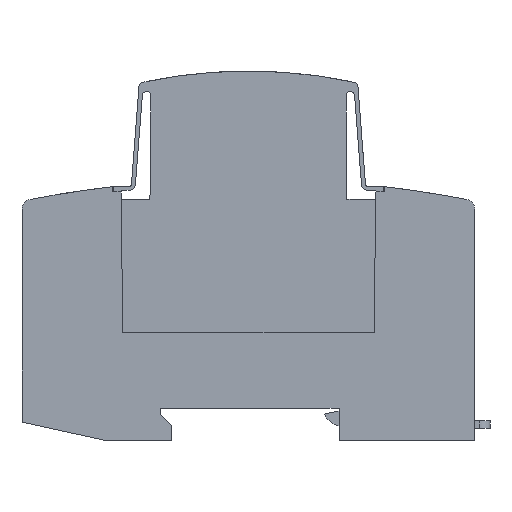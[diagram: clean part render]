
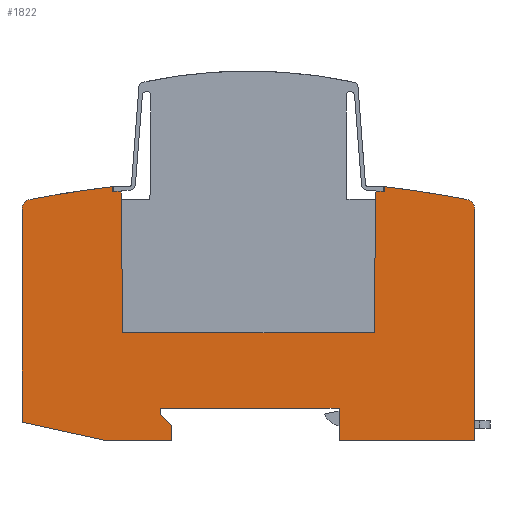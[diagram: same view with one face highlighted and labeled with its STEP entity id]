
A CAD part, left-side view. The second image highlights one B-rep face of the part: STEP entity #1822.
In plain terms, the highlighted planar face has unit normal (-1, 0, 0).
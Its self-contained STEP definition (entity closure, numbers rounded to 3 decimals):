
#1822=ADVANCED_FACE('',(#3683),#3684,.F.);
#3683=FACE_OUTER_BOUND('',#5535,.T.);
#3684=PLANE('',#5536);
#5535=EDGE_LOOP('',(#11248,#11249,#11250,#11251,#11252,#11253,#11254,#11255,#11256,#11257,#11258,#11259,#11260,#11261,#11262,#11263,#11264,#11265,#11266,#11267,#11268,#11269,#11270,#11271,#11272));
#5536=AXIS2_PLACEMENT_3D('',#11273,#11274,#11275);
#11248=ORIENTED_EDGE('',*,*,#12882,.F.);
#11249=ORIENTED_EDGE('',*,*,#13461,.T.);
#11250=ORIENTED_EDGE('',*,*,#12872,.F.);
#11251=ORIENTED_EDGE('',*,*,#13465,.T.);
#11252=ORIENTED_EDGE('',*,*,#13469,.T.);
#11253=ORIENTED_EDGE('',*,*,#13473,.F.);
#11254=ORIENTED_EDGE('',*,*,#13477,.F.);
#11255=ORIENTED_EDGE('',*,*,#13481,.F.);
#11256=ORIENTED_EDGE('',*,*,#13485,.F.);
#11257=ORIENTED_EDGE('',*,*,#13489,.F.);
#11258=ORIENTED_EDGE('',*,*,#13493,.F.);
#11259=ORIENTED_EDGE('',*,*,#13497,.F.);
#11260=ORIENTED_EDGE('',*,*,#13501,.F.);
#11261=ORIENTED_EDGE('',*,*,#13504,.F.);
#11262=ORIENTED_EDGE('',*,*,#11836,.F.);
#11263=ORIENTED_EDGE('',*,*,#13508,.F.);
#11264=ORIENTED_EDGE('',*,*,#13512,.F.);
#11265=ORIENTED_EDGE('',*,*,#13516,.F.);
#11266=ORIENTED_EDGE('',*,*,#13520,.F.);
#11267=ORIENTED_EDGE('',*,*,#13524,.T.);
#11268=ORIENTED_EDGE('',*,*,#13528,.T.);
#11269=ORIENTED_EDGE('',*,*,#13532,.F.);
#11270=ORIENTED_EDGE('',*,*,#13536,.F.);
#11271=ORIENTED_EDGE('',*,*,#13539,.F.);
#11272=ORIENTED_EDGE('',*,*,#13542,.T.);
#11273=CARTESIAN_POINT('',(-18.0,44.676,22.202));
#11274=DIRECTION('',(1.0,0.0,0.));
#11275=DIRECTION('',(0.,0.0,-1.0));
#11836=EDGE_CURVE('',#14514,#14516,#14517,.T.);
#12872=EDGE_CURVE('',#15984,#15986,#15987,.T.);
#12882=EDGE_CURVE('',#16002,#16004,#16005,.T.);
#13461=EDGE_CURVE('',#16002,#15986,#16803,.T.);
#13465=EDGE_CURVE('',#15984,#16807,#16809,.T.);
#13469=EDGE_CURVE('',#16807,#16813,#16815,.T.);
#13473=EDGE_CURVE('',#16819,#16813,#16821,.T.);
#13477=EDGE_CURVE('',#16825,#16819,#16827,.T.);
#13481=EDGE_CURVE('',#16831,#16825,#16833,.T.);
#13485=EDGE_CURVE('',#16837,#16831,#16839,.T.);
#13489=EDGE_CURVE('',#16843,#16837,#16845,.T.);
#13493=EDGE_CURVE('',#16849,#16843,#16851,.T.);
#13497=EDGE_CURVE('',#16855,#16849,#16857,.T.);
#13501=EDGE_CURVE('',#16861,#16855,#16863,.T.);
#13504=EDGE_CURVE('',#14516,#16861,#16866,.T.);
#13508=EDGE_CURVE('',#16870,#14514,#16872,.T.);
#13512=EDGE_CURVE('',#16876,#16870,#16878,.T.);
#13516=EDGE_CURVE('',#16882,#16876,#16884,.T.);
#13520=EDGE_CURVE('',#16888,#16882,#16890,.T.);
#13524=EDGE_CURVE('',#16888,#16894,#16896,.T.);
#13528=EDGE_CURVE('',#16894,#16900,#16902,.T.);
#13532=EDGE_CURVE('',#16906,#16900,#16908,.T.);
#13536=EDGE_CURVE('',#16912,#16906,#16914,.T.);
#13539=EDGE_CURVE('',#16916,#16912,#16918,.T.);
#13542=EDGE_CURVE('',#16916,#16004,#16921,.T.);
#14514=VERTEX_POINT('',#19002);
#14516=VERTEX_POINT('',#19005);
#14517=LINE('',#19006,#19007);
#15984=VERTEX_POINT('',#21404);
#15986=VERTEX_POINT('',#21407);
#15987=LINE('',#21408,#21409);
#16002=VERTEX_POINT('',#21431);
#16004=VERTEX_POINT('',#21434);
#16005=LINE('',#21435,#21436);
#16803=LINE('',#22756,#22757);
#16807=VERTEX_POINT('',#22762);
#16809=LINE('',#22765,#22766);
#16813=VERTEX_POINT('',#22771);
#16815=LINE('',#22774,#22775);
#16819=VERTEX_POINT('',#22779);
#16821=CIRCLE('',#22782,230.);
#16825=VERTEX_POINT('',#22786);
#16827=CIRCLE('',#22789,2.);
#16831=VERTEX_POINT('',#22794);
#16833=LINE('',#22797,#22798);
#16837=VERTEX_POINT('',#22803);
#16839=LINE('',#22806,#22807);
#16843=VERTEX_POINT('',#22812);
#16845=LINE('',#22815,#22816);
#16849=VERTEX_POINT('',#22821);
#16851=LINE('',#22824,#22825);
#16855=VERTEX_POINT('',#22830);
#16857=LINE('',#22833,#22834);
#16861=VERTEX_POINT('',#22839);
#16863=LINE('',#22842,#22843);
#16866=LINE('',#22847,#22848);
#16870=VERTEX_POINT('',#22853);
#16872=LINE('',#22856,#22857);
#16876=VERTEX_POINT('',#22862);
#16878=LINE('',#22865,#22866);
#16882=VERTEX_POINT('',#22870);
#16884=CIRCLE('',#22873,2.);
#16888=VERTEX_POINT('',#22877);
#16890=CIRCLE('',#22880,230.);
#16894=VERTEX_POINT('',#22885);
#16896=LINE('',#22888,#22889);
#16900=VERTEX_POINT('',#22894);
#16902=LINE('',#22897,#22898);
#16906=VERTEX_POINT('',#22903);
#16908=LINE('',#22906,#22907);
#16912=VERTEX_POINT('',#22912);
#16914=LINE('',#22915,#22916);
#16916=VERTEX_POINT('',#22918);
#16918=LINE('',#22921,#22922);
#16921=LINE('',#22926,#22927);
#19002=CARTESIAN_POINT('',(-18.0,27.0,0.));
#19005=CARTESIAN_POINT('',(-18.0,27.0,6.5));
#19006=CARTESIAN_POINT('',(-18.0,27.0,0.));
#19007=VECTOR('',#23724,1.0);
#21404=CARTESIAN_POINT('',(-18.0,72.0,49.5));
#21407=CARTESIAN_POINT('',(-18.0,70.26,49.676));
#21408=CARTESIAN_POINT('',(-18.0,72.0,49.5));
#21409=VECTOR('',#24727,1.0);
#21431=CARTESIAN_POINT('',(-18.0,70.26,49.26));
#21434=CARTESIAN_POINT('',(-18.0,70.018,21.5));
#21435=CARTESIAN_POINT('',(-18.0,70.26,49.26));
#21436=VECTOR('',#24736,1.0);
#22756=CARTESIAN_POINT('',(-18.0,70.26,49.26));
#22757=VECTOR('',#25310,1.0);
#22762=CARTESIAN_POINT('',(-18.0,72.0,50.5));
#22765=CARTESIAN_POINT('',(-18.0,72.0,49.5));
#22766=VECTOR('',#25313,1.0);
#22771=CARTESIAN_POINT('',(-18.0,72.25,50.5));
#22774=CARTESIAN_POINT('',(-18.0,72.0,50.5));
#22775=VECTOR('',#25316,1.0);
#22779=CARTESIAN_POINT('',(-18.0,88.377,47.993));
#22782=AXIS2_PLACEMENT_3D('',#25321,#25322,#25323);
#22786=CARTESIAN_POINT('',(-18.0,90.0,46.028));
#22789=AXIS2_PLACEMENT_3D('',#25328,#25329,#25330);
#22794=CARTESIAN_POINT('',(-18.0,90.0,3.719));
#22797=CARTESIAN_POINT('',(-18.0,90.0,3.719));
#22798=VECTOR('',#25333,1.0);
#22803=CARTESIAN_POINT('',(-18.0,73.0,0.));
#22806=CARTESIAN_POINT('',(-18.0,73.0,0.));
#22807=VECTOR('',#25336,1.0);
#22812=CARTESIAN_POINT('',(-18.0,60.2,0.));
#22815=CARTESIAN_POINT('',(-18.0,60.2,0.));
#22816=VECTOR('',#25339,1.0);
#22821=CARTESIAN_POINT('',(-18.0,60.2,3.));
#22824=CARTESIAN_POINT('',(-18.0,60.2,3.));
#22825=VECTOR('',#25342,1.0);
#22830=CARTESIAN_POINT('',(-18.0,62.5,5.3));
#22833=CARTESIAN_POINT('',(-18.0,62.5,5.3));
#22834=VECTOR('',#25345,1.0);
#22839=CARTESIAN_POINT('',(-18.0,62.5,6.5));
#22842=CARTESIAN_POINT('',(-18.0,62.5,6.5));
#22843=VECTOR('',#25348,1.0);
#22847=CARTESIAN_POINT('',(-18.0,27.0,6.5));
#22848=VECTOR('',#25350,1.0);
#22853=CARTESIAN_POINT('',(-18.0,0.0,0.));
#22856=CARTESIAN_POINT('',(-18.0,0.0,0.));
#22857=VECTOR('',#25353,1.0);
#22862=CARTESIAN_POINT('',(-18.0,0.0,46.028));
#22865=CARTESIAN_POINT('',(-18.0,0.0,46.028));
#22866=VECTOR('',#25356,1.0);
#22870=CARTESIAN_POINT('',(-18.0,1.623,47.993));
#22873=AXIS2_PLACEMENT_3D('',#25361,#25362,#25363);
#22877=CARTESIAN_POINT('',(-18.0,17.75,50.5));
#22880=AXIS2_PLACEMENT_3D('',#25368,#25369,#25370);
#22885=CARTESIAN_POINT('',(-18.0,18.0,50.5));
#22888=CARTESIAN_POINT('',(-18.0,17.75,50.5));
#22889=VECTOR('',#25373,1.0);
#22894=CARTESIAN_POINT('',(-18.0,18.0,49.5));
#22897=CARTESIAN_POINT('',(-18.0,18.0,50.5));
#22898=VECTOR('',#25376,1.0);
#22903=CARTESIAN_POINT('',(-18.0,19.74,49.67));
#22906=CARTESIAN_POINT('',(-18.0,19.74,49.67));
#22907=VECTOR('',#25379,1.0);
#22912=CARTESIAN_POINT('',(-18.0,19.74,49.26));
#22915=CARTESIAN_POINT('',(-18.0,19.74,49.26));
#22916=VECTOR('',#25382,1.0);
#22918=CARTESIAN_POINT('',(-18.0,19.982,21.5));
#22921=CARTESIAN_POINT('',(-18.0,19.982,21.5));
#22922=VECTOR('',#25384,1.0);
#22926=CARTESIAN_POINT('',(-18.0,19.982,21.5));
#22927=VECTOR('',#25386,1.0);
#23724=DIRECTION('',(0.,0.0,1.0));
#24727=DIRECTION('',(0.,-0.995,0.101));
#24736=DIRECTION('',(0.,-0.009,-1.));
#25310=DIRECTION('',(0.,0.0,1.0));
#25313=DIRECTION('',(0.,0.0,1.0));
#25316=DIRECTION('',(0.0,1.0,0.0));
#25321=CARTESIAN_POINT('',(-18.0,45.,-177.88));
#25322=DIRECTION('',(1.0,0.0,0.));
#25323=DIRECTION('',(0.,0.0,-1.0));
#25328=CARTESIAN_POINT('',(-18.0,88.,46.028));
#25329=DIRECTION('',(1.0,0.0,0.));
#25330=DIRECTION('',(0.,0.0,-1.0));
#25333=DIRECTION('',(0.,0.0,1.0));
#25336=DIRECTION('',(0.,0.977,0.214));
#25339=DIRECTION('',(0.0,1.0,0.0));
#25342=DIRECTION('',(0.,0.0,-1.0));
#25345=DIRECTION('',(0.,-0.707,-0.707));
#25348=DIRECTION('',(0.,0.0,-1.0));
#25350=DIRECTION('',(0.0,1.0,0.0));
#25353=DIRECTION('',(0.0,1.0,0.0));
#25356=DIRECTION('',(0.,0.0,-1.0));
#25361=CARTESIAN_POINT('',(-18.0,2.,46.028));
#25362=DIRECTION('',(1.0,0.0,0.));
#25363=DIRECTION('',(0.,0.0,-1.0));
#25368=CARTESIAN_POINT('',(-18.0,45.,-177.88));
#25369=DIRECTION('',(1.0,0.0,0.));
#25370=DIRECTION('',(0.,0.0,-1.0));
#25373=DIRECTION('',(0.0,1.0,0.0));
#25376=DIRECTION('',(0.,0.0,-1.0));
#25379=DIRECTION('',(0.,-0.995,-0.097));
#25382=DIRECTION('',(0.,0.0,1.0));
#25384=DIRECTION('',(0.,-0.009,1.));
#25386=DIRECTION('',(0.0,1.0,0.0));
